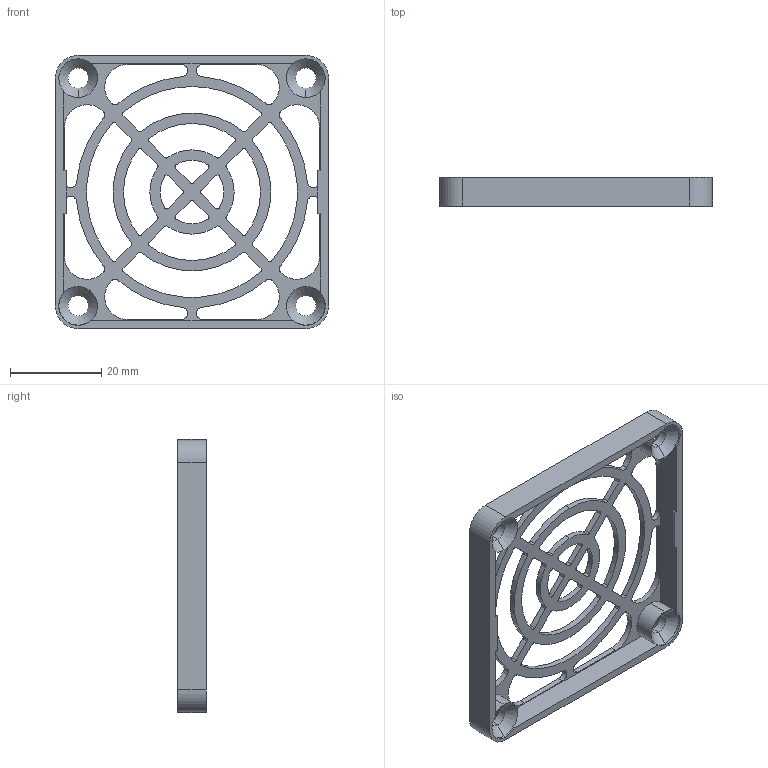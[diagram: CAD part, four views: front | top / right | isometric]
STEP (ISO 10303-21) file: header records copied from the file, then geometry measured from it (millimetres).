
FILE_DESCRIPTION (( 'STEP AP203' ), '1' );
FILE_NAME ('09250-G.STEP', '2020-02-20T01:47:29', ( '' ), ( '' ), 'SwSTEP 2.0', 'SolidWorks 2016', '' );
FILE_SCHEMA (( 'CONFIG_CONTROL_DESIGN' ));
Length unit declared in the file: millimetre
Products named in the file (1): 09250-G
Bounding box: 60 x 6.3 x 60 mm (x, y, z)
Volume: 4420.2 mm3; surface area: 7328.5 mm2
Topology: 1 solids, 1 shells, 211 faces, 608 edges, 396 vertices
Faces by surface type: cylinder 146, plane 49, cone 16
Entity records: 7207 total; most frequent: DIRECTION 1320, CARTESIAN_POINT 1240, ORIENTED_EDGE 1216, EDGE_CURVE 608, AXIS2_PLACEMENT_3D 508, VERTEX_POINT 396, VECTOR 304, LINE 304
